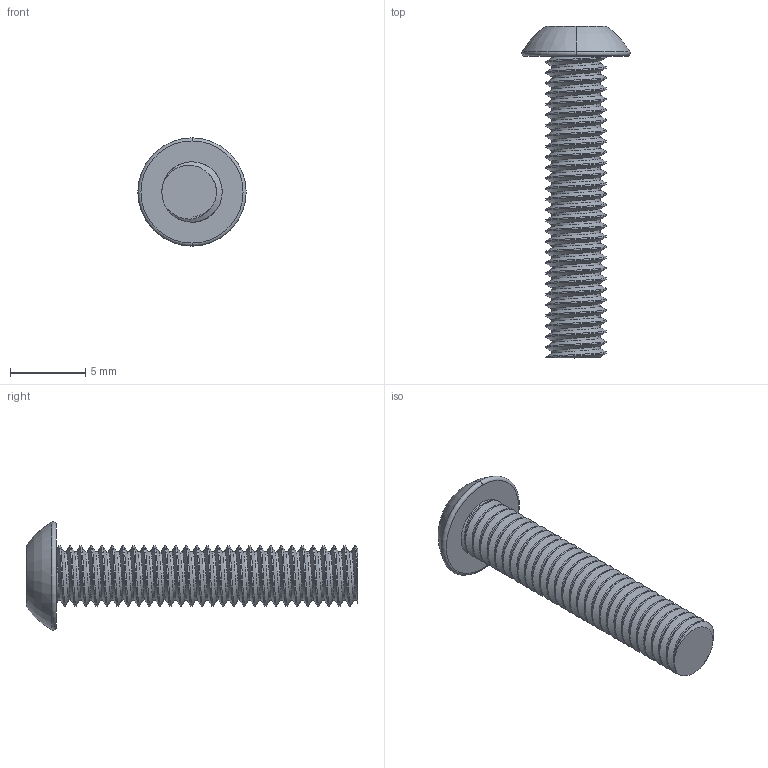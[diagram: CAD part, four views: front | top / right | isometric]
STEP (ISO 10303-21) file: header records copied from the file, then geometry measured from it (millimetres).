
FILE_DESCRIPTION (( 'STEP AP214' ), '1' );
FILE_NAME ('11-4120.step', '2020-04-06T07:11:47', ( '' ), ( '' ), 'SwSTEP 2.0', 'SolidWorks 2020', '' );
FILE_SCHEMA (( 'AUTOMOTIVE_DESIGN' ));
Length unit declared in the file: millimetre
Products named in the file (1): 11-4120
Bounding box: 7.17 x 22 x 7.17 mm (x, y, z)
Volume: 247.1 mm3; surface area: 489.6 mm2
Topology: 1 solids, 1 shells, 85 faces, 230 edges, 149 vertices
Faces by surface type: cylinder 64, plane 11, torus 6, bspline 4
Entity records: 6827 total; most frequent: CARTESIAN_POINT 5038, ORIENTED_EDGE 460, DIRECTION 283, EDGE_CURVE 230, VERTEX_POINT 149, AXIS2_PLACEMENT_3D 99, EDGE_LOOP 87, ADVANCED_FACE 85
